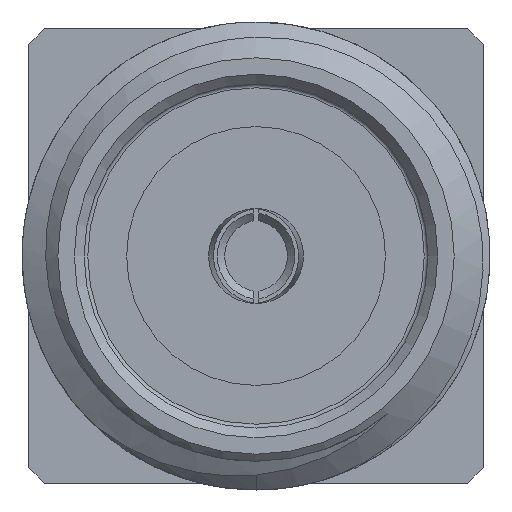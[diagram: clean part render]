
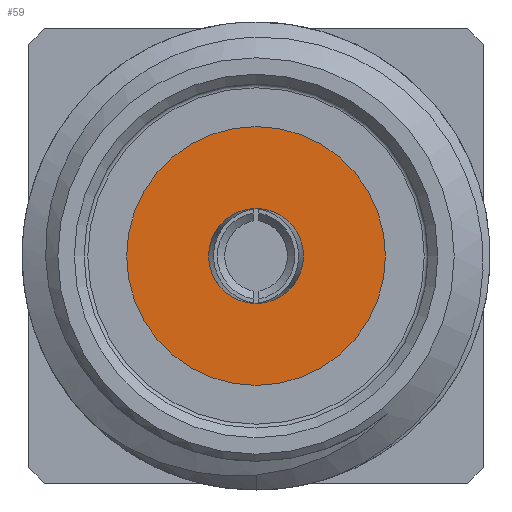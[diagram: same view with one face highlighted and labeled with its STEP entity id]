
A CAD part, left-side view. The second image highlights one B-rep face of the part: STEP entity #59.
In plain terms, the highlighted planar face has unit normal (-1, 0, 0).
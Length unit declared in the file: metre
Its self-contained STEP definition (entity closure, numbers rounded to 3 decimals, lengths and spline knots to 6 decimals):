
#59 = ADVANCED_FACE( '', ( #135, #136 ), #137, .F. );
#135 = FACE_OUTER_BOUND( '', #2027, .T. );
#136 = FACE_BOUND( '', #2028, .T. );
#137 = PLANE( '', #2029 );
#2027 = EDGE_LOOP( '', ( #2298 ) );
#2028 = EDGE_LOOP( '', ( #2299 ) );
#2029 = AXIS2_PLACEMENT_3D( '', #2300, #2301, #2302 );
#2298 = ORIENTED_EDGE( '', *, *, #2697, .T. );
#2299 = ORIENTED_EDGE( '', *, *, #2677, .T. );
#2300 = CARTESIAN_POINT( '', ( -0.000988, 0.004108, -0.003757 ) );
#2301 = DIRECTION( '', ( 1., 0., 0. ) );
#2302 = DIRECTION( '', ( 0., 1., 0. ) );
#2677 = EDGE_CURVE( '', #2897, #2897, #2898, .T. );
#2697 = EDGE_CURVE( '', #2934, #2934, #2935, .T. );
#2897 = VERTEX_POINT( '', #4025 );
#2898 = CIRCLE( '', #4026, 0.000635 );
#2934 = VERTEX_POINT( '', #4109 );
#2935 = CIRCLE( '', #4110, 0.00173 );
#4025 = CARTESIAN_POINT( '', ( -0.000988, -0.000635, 0. ) );
#4026 = AXIS2_PLACEMENT_3D( '', #4371, #4372, #4373 );
#4109 = CARTESIAN_POINT( '', ( -0.000988, 0., -0.00173 ) );
#4110 = AXIS2_PLACEMENT_3D( '', #4403, #4404, #4405 );
#4371 = CARTESIAN_POINT( '', ( -0.000988, 0., 0. ) );
#4372 = DIRECTION( '', ( 1., 0., 0. ) );
#4373 = DIRECTION( '', ( 0., -1., 0. ) );
#4403 = CARTESIAN_POINT( '', ( -0.000988, 0., 0. ) );
#4404 = DIRECTION( '', ( -1., 0., 0. ) );
#4405 = DIRECTION( '', ( 0., 0., -1. ) );
